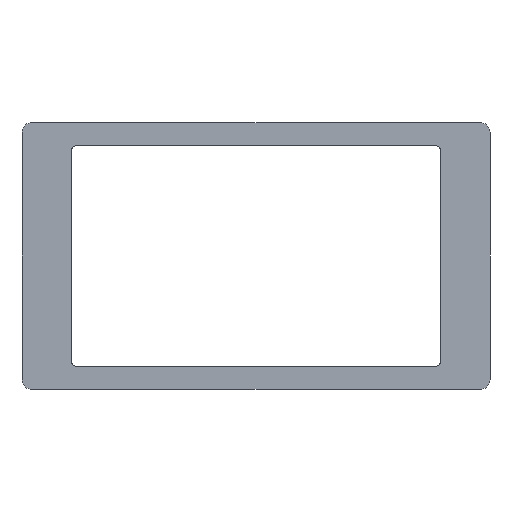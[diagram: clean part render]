
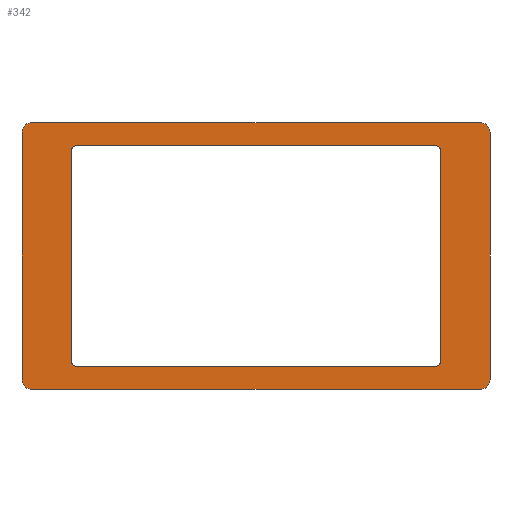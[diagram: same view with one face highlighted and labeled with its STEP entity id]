
A CAD part, front view. The second image highlights one B-rep face of the part: STEP entity #342.
In plain terms, the highlighted planar face has unit normal (0, -1, 0).
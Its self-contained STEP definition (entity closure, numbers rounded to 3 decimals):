
#16=FACE_BOUND('',#74,.T.);
#18=CIRCLE('',#364,1.);
#20=CIRCLE('',#368,1.);
#22=CIRCLE('',#372,1.);
#24=CIRCLE('',#376,1.);
#29=CIRCLE('',#387,3.);
#30=CIRCLE('',#388,3.);
#31=CIRCLE('',#389,3.);
#32=CIRCLE('',#390,3.);
#54=FACE_OUTER_BOUND('',#73,.T.);
#73=EDGE_LOOP('',(#287,#288,#289,#290,#291,#292,#293,#294));
#74=EDGE_LOOP('',(#295,#296,#297,#298,#299,#300,#301,#302));
#81=LINE('',#505,#113);
#86=LINE('',#518,#118);
#90=LINE('',#530,#122);
#94=LINE('',#542,#126);
#97=LINE('',#553,#129);
#99=LINE('',#558,#131);
#105=LINE('',#571,#137);
#109=LINE('',#580,#141);
#113=VECTOR('',#401,10.);
#118=VECTOR('',#414,10.);
#122=VECTOR('',#426,10.);
#126=VECTOR('',#438,10.);
#129=VECTOR('',#449,1000.);
#131=VECTOR('',#453,1000.);
#137=VECTOR('',#461,1000.);
#141=VECTOR('',#467,1000.);
#145=VERTEX_POINT('',#502);
#146=VERTEX_POINT('',#504);
#148=VERTEX_POINT('',#510);
#150=VERTEX_POINT('',#516);
#152=VERTEX_POINT('',#522);
#154=VERTEX_POINT('',#528);
#156=VERTEX_POINT('',#534);
#158=VERTEX_POINT('',#540);
#161=VERTEX_POINT('',#550);
#162=VERTEX_POINT('',#552);
#163=VERTEX_POINT('',#556);
#164=VERTEX_POINT('',#557);
#169=VERTEX_POINT('',#568);
#170=VERTEX_POINT('',#570);
#173=VERTEX_POINT('',#577);
#174=VERTEX_POINT('',#579);
#177=EDGE_CURVE('',#146,#145,#81,.T.);
#181=EDGE_CURVE('',#145,#148,#18,.T.);
#184=EDGE_CURVE('',#148,#150,#86,.T.);
#187=EDGE_CURVE('',#150,#152,#20,.T.);
#190=EDGE_CURVE('',#152,#154,#90,.T.);
#193=EDGE_CURVE('',#154,#156,#22,.T.);
#196=EDGE_CURVE('',#156,#158,#94,.T.);
#198=EDGE_CURVE('',#158,#146,#24,.T.);
#201=EDGE_CURVE('',#161,#162,#97,.T.);
#203=EDGE_CURVE('',#163,#164,#99,.T.);
#209=EDGE_CURVE('',#169,#170,#105,.T.);
#213=EDGE_CURVE('',#173,#174,#109,.T.);
#219=EDGE_CURVE('',#169,#164,#29,.T.);
#220=EDGE_CURVE('',#163,#162,#30,.T.);
#221=EDGE_CURVE('',#161,#174,#31,.T.);
#222=EDGE_CURVE('',#173,#170,#32,.T.);
#287=ORIENTED_EDGE('',*,*,#209,.F.);
#288=ORIENTED_EDGE('',*,*,#219,.T.);
#289=ORIENTED_EDGE('',*,*,#203,.F.);
#290=ORIENTED_EDGE('',*,*,#220,.T.);
#291=ORIENTED_EDGE('',*,*,#201,.F.);
#292=ORIENTED_EDGE('',*,*,#221,.T.);
#293=ORIENTED_EDGE('',*,*,#213,.F.);
#294=ORIENTED_EDGE('',*,*,#222,.T.);
#295=ORIENTED_EDGE('',*,*,#177,.T.);
#296=ORIENTED_EDGE('',*,*,#181,.T.);
#297=ORIENTED_EDGE('',*,*,#184,.T.);
#298=ORIENTED_EDGE('',*,*,#187,.T.);
#299=ORIENTED_EDGE('',*,*,#190,.T.);
#300=ORIENTED_EDGE('',*,*,#193,.T.);
#301=ORIENTED_EDGE('',*,*,#196,.T.);
#302=ORIENTED_EDGE('',*,*,#198,.T.);
#328=PLANE('',#386);
#342=ADVANCED_FACE('',(#54,#16),#328,.T.);
#364=AXIS2_PLACEMENT_3D('',#512,#408,#409);
#368=AXIS2_PLACEMENT_3D('',#524,#420,#421);
#372=AXIS2_PLACEMENT_3D('',#536,#432,#433);
#376=AXIS2_PLACEMENT_3D('',#545,#443,#444);
#386=AXIS2_PLACEMENT_3D('',#587,#479,#480);
#387=AXIS2_PLACEMENT_3D('',#588,#481,#482);
#388=AXIS2_PLACEMENT_3D('',#589,#483,#484);
#389=AXIS2_PLACEMENT_3D('',#590,#485,#486);
#390=AXIS2_PLACEMENT_3D('',#591,#487,#488);
#401=DIRECTION('',(1.,0.,0.));
#408=DIRECTION('center_axis',(0.,1.,0.));
#409=DIRECTION('ref_axis',(0.,0.,1.));
#414=DIRECTION('',(0.,0.,-1.));
#420=DIRECTION('center_axis',(0.,1.,0.));
#421=DIRECTION('ref_axis',(1.,0.,0.));
#426=DIRECTION('',(-1.,0.,0.));
#432=DIRECTION('center_axis',(0.,1.,0.));
#433=DIRECTION('ref_axis',(0.,0.,-1.));
#438=DIRECTION('',(0.,0.,1.));
#443=DIRECTION('center_axis',(0.,1.,0.));
#444=DIRECTION('ref_axis',(-1.,0.,0.));
#449=DIRECTION('',(0.,0.,1.));
#453=DIRECTION('',(1.,0.,0.));
#461=DIRECTION('',(0.,0.,-1.));
#467=DIRECTION('',(-1.,0.,0.));
#479=DIRECTION('center_axis',(0.,-1.,0.));
#480=DIRECTION('ref_axis',(0.,0.,-1.));
#481=DIRECTION('center_axis',(0.,-1.,0.));
#482=DIRECTION('ref_axis',(0.,0.,-1.));
#483=DIRECTION('center_axis',(0.,-1.,0.));
#484=DIRECTION('ref_axis',(0.,0.,-1.));
#485=DIRECTION('center_axis',(0.,-1.,0.));
#486=DIRECTION('ref_axis',(0.,0.,-1.));
#487=DIRECTION('center_axis',(0.,-1.,0.));
#488=DIRECTION('ref_axis',(0.,0.,-1.));
#502=CARTESIAN_POINT('',(124.785,0.,-7.03));
#504=CARTESIAN_POINT('',(15.985,0.,-7.03));
#505=CARTESIAN_POINT('',(62.393,0.,-7.03));
#510=CARTESIAN_POINT('',(125.785,0.,-8.03));
#512=CARTESIAN_POINT('Origin',(124.785,0.,-8.03));
#516=CARTESIAN_POINT('',(125.785,0.,-72.23));
#518=CARTESIAN_POINT('',(125.785,0.,-36.115));
#522=CARTESIAN_POINT('',(124.785,0.,-73.23));
#524=CARTESIAN_POINT('Origin',(124.785,0.,-72.23));
#528=CARTESIAN_POINT('',(15.985,0.,-73.23));
#530=CARTESIAN_POINT('',(7.993,0.,-73.23));
#534=CARTESIAN_POINT('',(14.985,0.,-72.23));
#536=CARTESIAN_POINT('Origin',(15.985,0.,-72.23));
#540=CARTESIAN_POINT('',(14.985,0.,-8.03));
#542=CARTESIAN_POINT('',(14.985,0.,-4.015));
#545=CARTESIAN_POINT('Origin',(15.985,0.,-8.03));
#550=CARTESIAN_POINT('',(0.,0.,-77.26));
#552=CARTESIAN_POINT('',(0.,0.,-3.));
#553=CARTESIAN_POINT('',(0.,0.,0.));
#556=CARTESIAN_POINT('',(3.,0.,0.));
#557=CARTESIAN_POINT('',(137.77,0.,0.));
#558=CARTESIAN_POINT('',(0.,0.,0.));
#568=CARTESIAN_POINT('',(140.77,0.,-3.));
#570=CARTESIAN_POINT('',(140.77,0.,-77.26));
#571=CARTESIAN_POINT('',(140.77,0.,0.));
#577=CARTESIAN_POINT('',(137.77,0.,-80.26));
#579=CARTESIAN_POINT('',(3.,0.,-80.26));
#580=CARTESIAN_POINT('',(0.,0.,-80.26));
#587=CARTESIAN_POINT('Origin',(0.,0.,0.));
#588=CARTESIAN_POINT('Origin',(137.77,0.,-3.));
#589=CARTESIAN_POINT('Origin',(3.,0.,-3.));
#590=CARTESIAN_POINT('Origin',(3.,0.,-77.26));
#591=CARTESIAN_POINT('Origin',(137.77,0.,-77.26));
